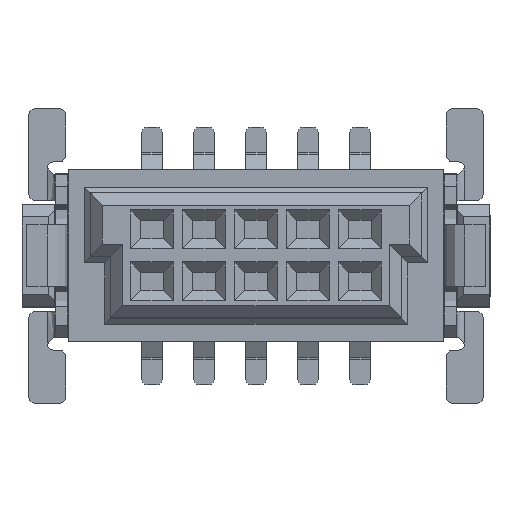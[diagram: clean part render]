
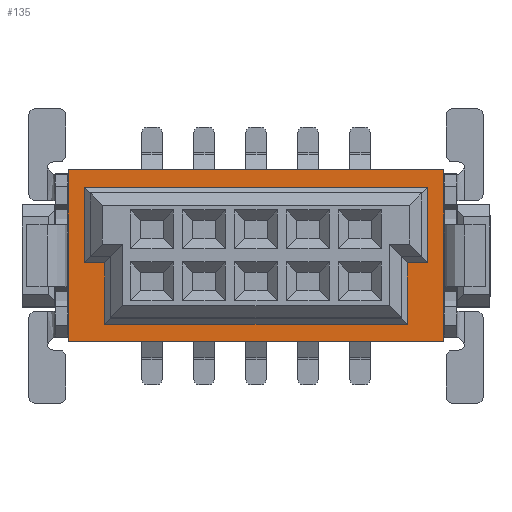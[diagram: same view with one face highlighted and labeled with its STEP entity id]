
A CAD part, top view. The second image highlights one B-rep face of the part: STEP entity #135.
In plain terms, the highlighted planar face has unit normal (0, 0, 1).
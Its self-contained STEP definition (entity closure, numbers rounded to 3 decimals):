
#30=CARTESIAN_POINT('',(0.041,2.485,3.7));
#31=DIRECTION('',(1.,0.,0.));
#32=DIRECTION('',(0.,0.,1.));
#33=AXIS2_PLACEMENT_3D('',#30,#32,#31);
#34=PLANE('',#33);
#35=CARTESIAN_POINT('',(4.585,-2.1,3.7));
#36=VERTEX_POINT('',#35);
#37=CARTESIAN_POINT('',(4.585,2.1,3.7));
#38=VERTEX_POINT('',#37);
#39=CARTESIAN_POINT('',(4.585,-2.1,3.7));
#40=DIRECTION('',(0.,1.,0.));
#41=VECTOR('',#40,4.2);
#42=LINE('',#39,#41);
#43=EDGE_CURVE('',#36,#38,#42,.T.);
#44=ORIENTED_EDGE('',*,*,#43,.T.);
#45=CARTESIAN_POINT('',(-4.585,2.1,3.7));
#46=VERTEX_POINT('',#45);
#47=CARTESIAN_POINT('',(4.585,2.1,3.7));
#48=DIRECTION('',(-1.,0.,0.));
#49=VECTOR('',#48,9.17);
#50=LINE('',#47,#49);
#51=EDGE_CURVE('',#38,#46,#50,.T.);
#52=ORIENTED_EDGE('',*,*,#51,.T.);
#53=CARTESIAN_POINT('',(-4.585,-2.1,3.7));
#54=VERTEX_POINT('',#53);
#55=CARTESIAN_POINT('',(-4.585,2.1,3.7));
#56=DIRECTION('',(0.,-1.,0.));
#57=VECTOR('',#56,4.2);
#58=LINE('',#55,#57);
#59=EDGE_CURVE('',#46,#54,#58,.T.);
#60=ORIENTED_EDGE('',*,*,#59,.T.);
#61=CARTESIAN_POINT('',(-4.585,-2.1,3.7));
#62=DIRECTION('',(1.,0.,0.));
#63=VECTOR('',#62,9.17);
#64=LINE('',#61,#63);
#65=EDGE_CURVE('',#54,#36,#64,.T.);
#66=ORIENTED_EDGE('',*,*,#65,.T.);
#67=EDGE_LOOP('',(#44,#52,#60,#66));
#68=FACE_OUTER_BOUND('',#67,.T.);
#69=CARTESIAN_POINT('',(-3.7,-1.675,3.7));
#70=VERTEX_POINT('',#69);
#71=CARTESIAN_POINT('',(-3.7,-0.175,3.7));
#72=VERTEX_POINT('',#71);
#73=CARTESIAN_POINT('',(-3.7,-1.675,3.7));
#74=DIRECTION('',(0.,1.,0.));
#75=VECTOR('',#74,1.5);
#76=LINE('',#73,#75);
#77=EDGE_CURVE('',#70,#72,#76,.T.);
#78=ORIENTED_EDGE('',*,*,#77,.T.);
#79=CARTESIAN_POINT('',(-4.2,-0.175,3.7));
#80=VERTEX_POINT('',#79);
#81=CARTESIAN_POINT('',(-3.7,-0.175,3.7));
#82=DIRECTION('',(-1.,0.,0.));
#83=VECTOR('',#82,0.5);
#84=LINE('',#81,#83);
#85=EDGE_CURVE('',#72,#80,#84,.T.);
#86=ORIENTED_EDGE('',*,*,#85,.T.);
#87=CARTESIAN_POINT('',(-4.2,1.675,3.7));
#88=VERTEX_POINT('',#87);
#89=CARTESIAN_POINT('',(-4.2,-0.175,3.7));
#90=DIRECTION('',(0.,1.,0.));
#91=VECTOR('',#90,1.85);
#92=LINE('',#89,#91);
#93=EDGE_CURVE('',#80,#88,#92,.T.);
#94=ORIENTED_EDGE('',*,*,#93,.T.);
#95=CARTESIAN_POINT('',(4.2,1.675,3.7));
#96=VERTEX_POINT('',#95);
#97=CARTESIAN_POINT('',(-4.2,1.675,3.7));
#98=DIRECTION('',(1.,0.,0.));
#99=VECTOR('',#98,8.4);
#100=LINE('',#97,#99);
#101=EDGE_CURVE('',#88,#96,#100,.T.);
#102=ORIENTED_EDGE('',*,*,#101,.T.);
#103=CARTESIAN_POINT('',(4.2,-0.175,3.7));
#104=VERTEX_POINT('',#103);
#105=CARTESIAN_POINT('',(4.2,1.675,3.7));
#106=DIRECTION('',(0.,-1.,0.));
#107=VECTOR('',#106,1.85);
#108=LINE('',#105,#107);
#109=EDGE_CURVE('',#96,#104,#108,.T.);
#110=ORIENTED_EDGE('',*,*,#109,.T.);
#111=CARTESIAN_POINT('',(3.7,-0.175,3.7));
#112=VERTEX_POINT('',#111);
#113=CARTESIAN_POINT('',(4.2,-0.175,3.7));
#114=DIRECTION('',(-1.,0.,0.));
#115=VECTOR('',#114,0.5);
#116=LINE('',#113,#115);
#117=EDGE_CURVE('',#104,#112,#116,.T.);
#118=ORIENTED_EDGE('',*,*,#117,.T.);
#119=CARTESIAN_POINT('',(3.7,-1.675,3.7));
#120=VERTEX_POINT('',#119);
#121=CARTESIAN_POINT('',(3.7,-0.175,3.7));
#122=DIRECTION('',(0.,-1.,0.));
#123=VECTOR('',#122,1.5);
#124=LINE('',#121,#123);
#125=EDGE_CURVE('',#112,#120,#124,.T.);
#126=ORIENTED_EDGE('',*,*,#125,.T.);
#127=CARTESIAN_POINT('',(3.7,-1.675,3.7));
#128=DIRECTION('',(-1.,0.,0.));
#129=VECTOR('',#128,7.4);
#130=LINE('',#127,#129);
#131=EDGE_CURVE('',#120,#70,#130,.T.);
#132=ORIENTED_EDGE('',*,*,#131,.T.);
#133=EDGE_LOOP('',(#78,#86,#94,#102,#110,#118,#126,#132));
#134=FACE_BOUND('',#133,.T.);
#135=ADVANCED_FACE('',(#68,#134),#34,.T.);
